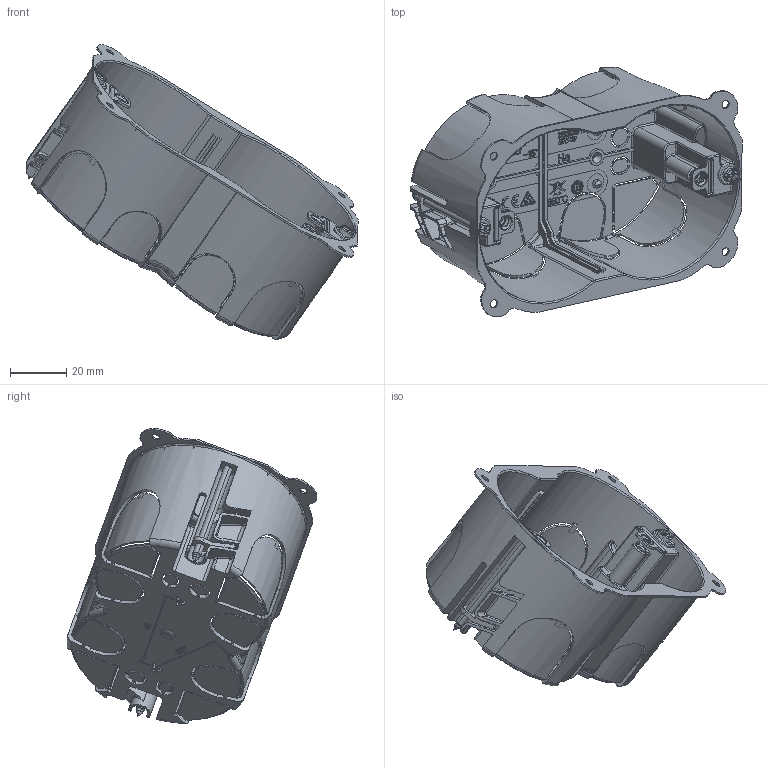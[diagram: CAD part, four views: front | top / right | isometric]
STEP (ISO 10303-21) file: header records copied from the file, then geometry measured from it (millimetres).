
FILE_DESCRIPTION(('CATIA V5 STEP Exchange'),'2;1');
FILE_NAME('253CGPR.stp','2023-09-25T11:42:55+00:00',('none'),('none'),'CATIA Version 5-6 Release 2016 SP6','CATIA V5 STEP AP203','none');
FILE_SCHEMA(('CONFIG_CONTROL_DESIGN'));
Length unit declared in the file: millimetre
Products named in the file (1): 253CGPR
Assembly tree (8 placements, depth 2):
  253CGPR
    #57
    #78579  x2
    #82485  x2
    #84013  x2
    #84562
Bounding box: 118.52 x 89.24 x 105.3 mm (x, y, z)
Volume: 29373.4 mm3; surface area: 53535.3 mm2
Topology: 7 solids, 7 shells, 2607 faces, 7494 edges, 4864 vertices
Faces by surface type: plane 1452, cylinder 719, torus 154, cone 102, bspline 78, extrusion 56, sphere 46
Entity records: 84582 total; most frequent: CARTESIAN_POINT 25284, ORIENTED_EDGE 13866, DIRECTION 9597, EDGE_CURVE 6933, VERTEX_POINT 4522, VECTOR 4428, LINE 4382, AXIS2_PLACEMENT_3D 3373
